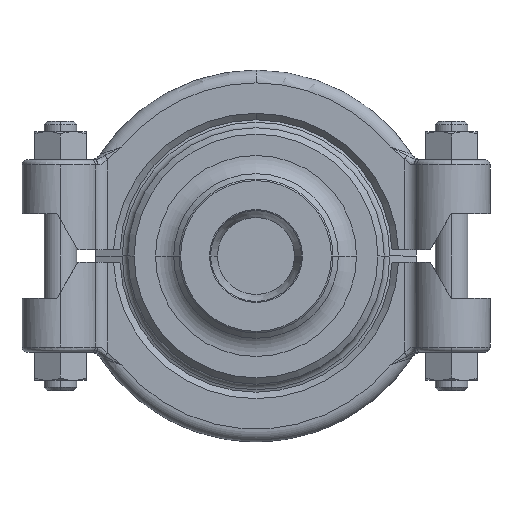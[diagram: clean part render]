
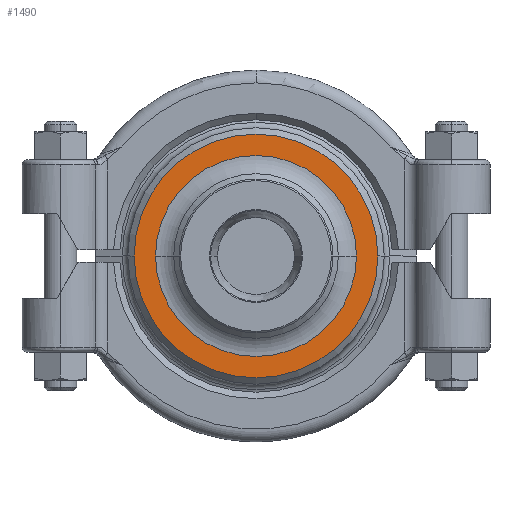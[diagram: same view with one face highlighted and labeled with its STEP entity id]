
A CAD part, left-side view. The second image highlights one B-rep face of the part: STEP entity #1490.
In plain terms, the highlighted planar face has unit normal (-1, 0, 0).
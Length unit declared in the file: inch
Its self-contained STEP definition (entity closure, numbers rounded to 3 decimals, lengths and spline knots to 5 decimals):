
#143 = EDGE_LOOP ( 'NONE', ( #9115, #7319 ) ) ;
#733 = ORIENTED_EDGE ( 'NONE', *, *, #2897, .F. ) ;
#758 = EDGE_CURVE ( 'NONE', #5216, #9074, #4169, .T. ) ;
#901 = DIRECTION ( 'NONE',  ( 0., -1., 0. ) ) ;
#1227 = AXIS2_PLACEMENT_3D ( 'NONE', #14029, #15194, #901 ) ;
#1490 = ADVANCED_FACE ( 'NONE', ( #7422, #3522 ), #2835, .F. ) ;
#1998 = CARTESIAN_POINT ( 'NONE',  ( -3.75, -3.91822, 0. ) ) ;
#2017 = AXIS2_PLACEMENT_3D ( 'NONE', #7249, #16201, #13612 ) ;
#2835 = PLANE ( 'NONE',  #2017 ) ;
#2897 = EDGE_CURVE ( 'NONE', #16635, #7073, #9646, .T. ) ;
#3522 = FACE_OUTER_BOUND ( 'NONE', #143, .T. ) ;
#4169 = CIRCLE ( 'NONE', #1227, 4.75 ) ;
#5216 = VERTEX_POINT ( 'NONE', #11958 ) ;
#5323 = DIRECTION ( 'NONE',  ( -1., 0., 0. ) ) ;
#5540 = DIRECTION ( 'NONE',  ( -1., 0., 0. ) ) ;
#5692 = CARTESIAN_POINT ( 'NONE',  ( -3.75, 0., 0. ) ) ;
#6427 = CARTESIAN_POINT ( 'NONE',  ( -3.75, 4.75, 0. ) ) ;
#6492 = EDGE_CURVE ( 'NONE', #9074, #5216, #15078, .T. ) ;
#7001 = AXIS2_PLACEMENT_3D ( 'NONE', #5692, #7218, #12441 ) ;
#7073 = VERTEX_POINT ( 'NONE', #13281 ) ;
#7218 = DIRECTION ( 'NONE',  ( -1., 0., 0. ) ) ;
#7249 = CARTESIAN_POINT ( 'NONE',  ( -3.75, 4.75, 0. ) ) ;
#7319 = ORIENTED_EDGE ( 'NONE', *, *, #758, .T. ) ;
#7422 = FACE_BOUND ( 'NONE', #8954, .T. ) ;
#8375 = CARTESIAN_POINT ( 'NONE',  ( -3.75, 0., 0. ) ) ;
#8632 = CIRCLE ( 'NONE', #7001, 3.91822 ) ;
#8954 = EDGE_LOOP ( 'NONE', ( #733, #15884 ) ) ;
#9074 = VERTEX_POINT ( 'NONE', #6427 ) ;
#9115 = ORIENTED_EDGE ( 'NONE', *, *, #6492, .T. ) ;
#9634 = EDGE_CURVE ( 'NONE', #7073, #16635, #8632, .T. ) ;
#9646 = CIRCLE ( 'NONE', #12934, 3.91822 ) ;
#10504 = CARTESIAN_POINT ( 'NONE',  ( -3.75, 0., 0. ) ) ;
#11958 = CARTESIAN_POINT ( 'NONE',  ( -3.75, -4.75, 0. ) ) ;
#12441 = DIRECTION ( 'NONE',  ( 0., -1., 0. ) ) ;
#12934 = AXIS2_PLACEMENT_3D ( 'NONE', #10504, #5323, #14486 ) ;
#13281 = CARTESIAN_POINT ( 'NONE',  ( -3.75, 3.91822, 0. ) ) ;
#13447 = AXIS2_PLACEMENT_3D ( 'NONE', #8375, #5540, #14709 ) ;
#13612 = DIRECTION ( 'NONE',  ( 0., 1., 0. ) ) ;
#14029 = CARTESIAN_POINT ( 'NONE',  ( -3.75, 0., 0. ) ) ;
#14486 = DIRECTION ( 'NONE',  ( 0., -1., 0. ) ) ;
#14709 = DIRECTION ( 'NONE',  ( 0., -1., 0. ) ) ;
#15078 = CIRCLE ( 'NONE', #13447, 4.75 ) ;
#15194 = DIRECTION ( 'NONE',  ( -1., 0., 0. ) ) ;
#15884 = ORIENTED_EDGE ( 'NONE', *, *, #9634, .F. ) ;
#16201 = DIRECTION ( 'NONE',  ( 1., 0., 0. ) ) ;
#16635 = VERTEX_POINT ( 'NONE', #1998 ) ;
